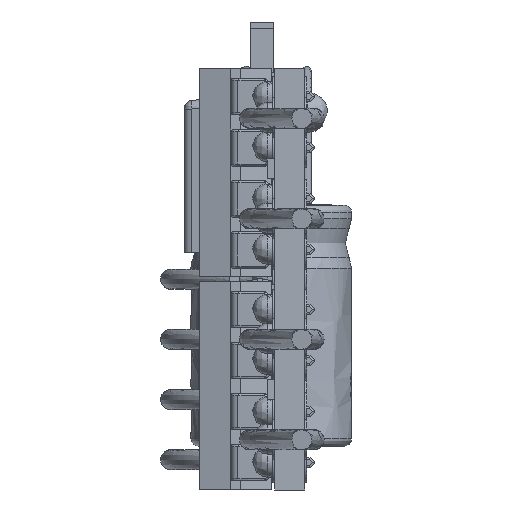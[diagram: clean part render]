
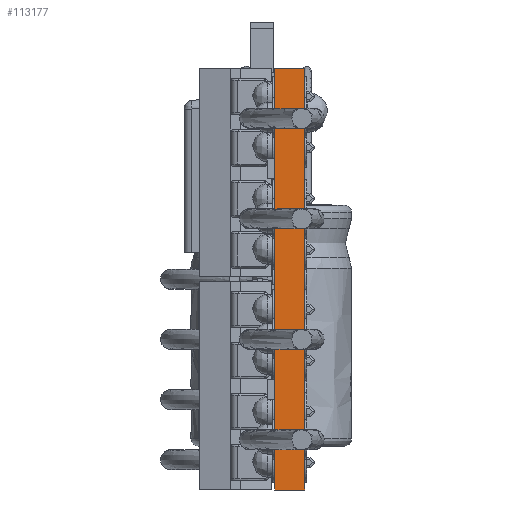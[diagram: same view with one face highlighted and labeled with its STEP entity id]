
A CAD part, left-side view. The second image highlights one B-rep face of the part: STEP entity #113177.
In plain terms, the highlighted free-form (B-spline) face has degree [1, 1] with [2, 2] control points.
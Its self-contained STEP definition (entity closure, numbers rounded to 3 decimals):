
#113154 = VERTEX_POINT('',#113155);
#113155 = CARTESIAN_POINT('',(-19.928,0.,9.3));
#113162 = VERTEX_POINT('',#113163);
#113163 = CARTESIAN_POINT('',(-19.928,1.329,
    9.3));
#113168 = EDGE_CURVE('',#113154,#113162,#113169,.T.);
#113169 = B_SPLINE_CURVE_WITH_KNOTS('',1,(#113170,#113171),
  .UNSPECIFIED.,.F.,.F.,(2,2),(0.,1.5),.PIECEWISE_BEZIER_KNOTS.);
#113170 = CARTESIAN_POINT('',(-19.928,0.,9.3));
#113171 = CARTESIAN_POINT('',(-19.928,1.329,
    9.3));
#113177 = ADVANCED_FACE('',(#113178),#113200,.T.);
#113178 = FACE_BOUND('',#113179,.T.);
#113179 = EDGE_LOOP('',(#113180,#113187,#113188,#113195));
#113180 = ORIENTED_EDGE('',*,*,#113181,.F.);
#113181 = EDGE_CURVE('',#113154,#113182,#113184,.T.);
#113182 = VERTEX_POINT('',#113183);
#113183 = CARTESIAN_POINT('',(-19.928,0.,-9.3));
#113184 = B_SPLINE_CURVE_WITH_KNOTS('',1,(#113185,#113186),
  .UNSPECIFIED.,.F.,.F.,(2,2),(0.,21.),.PIECEWISE_BEZIER_KNOTS.);
#113185 = CARTESIAN_POINT('',(-19.928,0.,9.3));
#113186 = CARTESIAN_POINT('',(-19.928,0.,-9.3));
#113187 = ORIENTED_EDGE('',*,*,#113168,.T.);
#113188 = ORIENTED_EDGE('',*,*,#113189,.F.);
#113189 = EDGE_CURVE('',#113190,#113162,#113192,.T.);
#113190 = VERTEX_POINT('',#113191);
#113191 = CARTESIAN_POINT('',(-19.928,1.329,
    -9.3));
#113192 = B_SPLINE_CURVE_WITH_KNOTS('',1,(#113193,#113194),
  .UNSPECIFIED.,.F.,.F.,(2,2),(-21.,0.),.PIECEWISE_BEZIER_KNOTS.);
#113193 = CARTESIAN_POINT('',(-19.928,1.329,
    -9.3));
#113194 = CARTESIAN_POINT('',(-19.928,1.329,
    9.3));
#113195 = ORIENTED_EDGE('',*,*,#113196,.F.);
#113196 = EDGE_CURVE('',#113182,#113190,#113197,.T.);
#113197 = B_SPLINE_CURVE_WITH_KNOTS('',1,(#113198,#113199),
  .UNSPECIFIED.,.F.,.F.,(2,2),(0.,1.5),.PIECEWISE_BEZIER_KNOTS.);
#113198 = CARTESIAN_POINT('',(-19.928,0.,-9.3));
#113199 = CARTESIAN_POINT('',(-19.928,1.329,
    -9.3));
#113200 = B_SPLINE_SURFACE_WITH_KNOTS('',1,1,(
    (#113201,#113202)
    ,(#113203,#113204
    )),.UNSPECIFIED.,.F.,.F.,.F.,(2,2),(2,2),(0.,21.),(0.,1.5),
  .PIECEWISE_BEZIER_KNOTS.);
#113201 = CARTESIAN_POINT('',(-19.928,0.,-9.3));
#113202 = CARTESIAN_POINT('',(-19.928,1.329,
    -9.3));
#113203 = CARTESIAN_POINT('',(-19.928,0.,9.3));
#113204 = CARTESIAN_POINT('',(-19.928,1.329,
    9.3));
